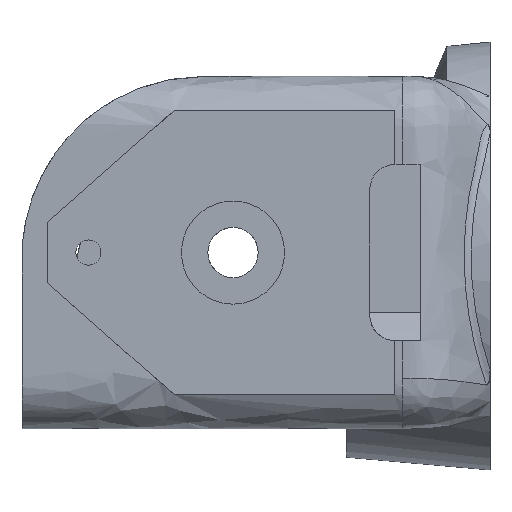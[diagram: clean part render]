
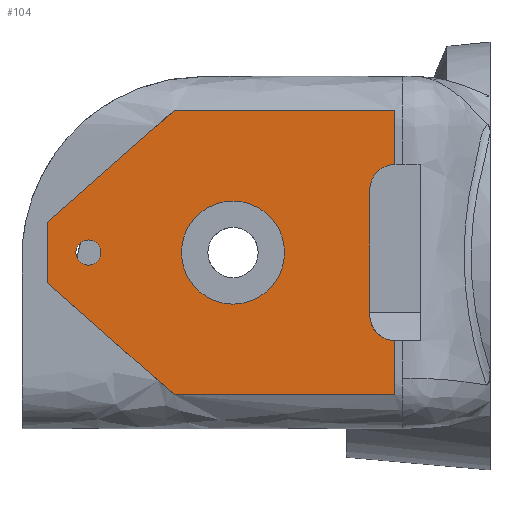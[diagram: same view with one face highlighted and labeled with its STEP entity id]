
A CAD part, left-side view. The second image highlights one B-rep face of the part: STEP entity #104.
In plain terms, the highlighted planar face has unit normal (-1, 0, 0).
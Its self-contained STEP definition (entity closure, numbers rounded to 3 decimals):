
#15 = ORIENTED_EDGE ( 'NONE', *, *, #2064, .T. ) ;
#43 = EDGE_CURVE ( 'NONE', #939, #3180, #1658, .T. ) ;
#104 = ADVANCED_FACE ( 'NONE', ( #740, #128, #2328 ), #2390, .F. ) ;
#128 = FACE_BOUND ( 'NONE', #3548, .T. ) ;
#161 = EDGE_CURVE ( 'NONE', #3130, #1298, #667, .T. ) ;
#176 = CARTESIAN_POINT ( 'NONE',  ( -5.75, 3.78, -3.358 ) ) ;
#230 = ORIENTED_EDGE ( 'NONE', *, *, #536, .T. ) ;
#246 = VECTOR ( 'NONE', #326, 1000. ) ;
#264 = VERTEX_POINT ( 'NONE', #3191 ) ;
#286 = VECTOR ( 'NONE', #3100, 1000. ) ;
#326 = DIRECTION ( 'NONE',  ( 0., -1., 0. ) ) ;
#334 = DIRECTION ( 'NONE',  ( 0., -0.751, -0.66 ) ) ;
#342 = LINE ( 'NONE', #3111, #2456 ) ;
#401 = ORIENTED_EDGE ( 'NONE', *, *, #2181, .T. ) ;
#422 = CIRCLE ( 'NONE', #2471, 1. ) ;
#430 = LINE ( 'NONE', #1673, #246 ) ;
#436 = EDGE_CURVE ( 'NONE', #264, #2474, #342, .T. ) ;
#439 = DIRECTION ( 'NONE',  ( 0., 0., 1. ) ) ;
#445 = ORIENTED_EDGE ( 'NONE', *, *, #436, .T. ) ;
#536 = EDGE_CURVE ( 'NONE', #970, #264, #430, .T. ) ;
#538 = CIRCLE ( 'NONE', #2110, 0.5 ) ;
#555 = ORIENTED_EDGE ( 'NONE', *, *, #43, .T. ) ;
#578 = CIRCLE ( 'NONE', #972, 1. ) ;
#609 = CARTESIAN_POINT ( 'NONE',  ( -5.75, 3.78, 5.792 ) ) ;
#667 = LINE ( 'NONE', #1151, #2802 ) ;
#709 = CARTESIAN_POINT ( 'NONE',  ( -5.75, 12.56, 5.792 ) ) ;
#739 = CARTESIAN_POINT ( 'NONE',  ( -5.75, 15.97, 0.642 ) ) ;
#740 = FACE_BOUND ( 'NONE', #1437, .T. ) ;
#747 = VECTOR ( 'NONE', #2655, 1000. ) ;
#748 = EDGE_CURVE ( 'NONE', #3387, #1285, #1270, .T. ) ;
#796 = CARTESIAN_POINT ( 'NONE',  ( -5.75, 4.78, 2.642 ) ) ;
#810 = EDGE_CURVE ( 'NONE', #3139, #2347, #538, .T. ) ;
#852 = ORIENTED_EDGE ( 'NONE', *, *, #3274, .T. ) ;
#863 = CIRCLE ( 'NONE', #3033, 0.5 ) ;
#865 = EDGE_CURVE ( 'NONE', #931, #3387, #2406, .T. ) ;
#918 = CARTESIAN_POINT ( 'NONE',  ( -5.75, 15.97, 0.142 ) ) ;
#931 = VERTEX_POINT ( 'NONE', #2567 ) ;
#939 = VERTEX_POINT ( 'NONE', #2530 ) ;
#953 = ORIENTED_EDGE ( 'NONE', *, *, #2296, .T. ) ;
#964 = CARTESIAN_POINT ( 'NONE',  ( -5.75, 17.61, 1.351 ) ) ;
#965 = DIRECTION ( 'NONE',  ( 0., 0., 1. ) ) ;
#970 = VERTEX_POINT ( 'NONE', #2479 ) ;
#972 = AXIS2_PLACEMENT_3D ( 'NONE', #1639, #1782, #3304 ) ;
#1062 = AXIS2_PLACEMENT_3D ( 'NONE', #2356, #2186, #2097 ) ;
#1075 = CARTESIAN_POINT ( 'NONE',  ( -5.75, 17.61, 1.351 ) ) ;
#1147 = VECTOR ( 'NONE', #334, 1000. ) ;
#1151 = CARTESIAN_POINT ( 'NONE',  ( -5.75, 4.78, 2.642 ) ) ;
#1172 = VERTEX_POINT ( 'NONE', #1283 ) ;
#1209 = DIRECTION ( 'NONE',  ( 0., 0., -1. ) ) ;
#1218 = ORIENTED_EDGE ( 'NONE', *, *, #161, .T. ) ;
#1232 = AXIS2_PLACEMENT_3D ( 'NONE', #1941, #1944, #1956 ) ;
#1270 = LINE ( 'NONE', #3116, #1840 ) ;
#1283 = CARTESIAN_POINT ( 'NONE',  ( -5.75, 17.61, -1.067 ) ) ;
#1285 = VERTEX_POINT ( 'NONE', #709 ) ;
#1298 = VERTEX_POINT ( 'NONE', #796 ) ;
#1300 = CARTESIAN_POINT ( 'NONE',  ( -5.75, 4.78, -2.358 ) ) ;
#1420 = ORIENTED_EDGE ( 'NONE', *, *, #865, .T. ) ;
#1437 = EDGE_LOOP ( 'NONE', ( #953, #1896 ) ) ;
#1598 = ORIENTED_EDGE ( 'NONE', *, *, #748, .T. ) ;
#1639 = CARTESIAN_POINT ( 'NONE',  ( -5.75, 3.78, -2.358 ) ) ;
#1643 = EDGE_CURVE ( 'NONE', #3180, #939, #1924, .T. ) ;
#1654 = CARTESIAN_POINT ( 'NONE',  ( -5.75, 10.22, -1.908 ) ) ;
#1658 = CIRCLE ( 'NONE', #3384, 2.05 ) ;
#1673 = CARTESIAN_POINT ( 'NONE',  ( -5.75, 3.78, -5.508 ) ) ;
#1782 = DIRECTION ( 'NONE',  ( 1., 0., 0. ) ) ;
#1791 = VECTOR ( 'NONE', #2829, 1000. ) ;
#1840 = VECTOR ( 'NONE', #3502, 1000. ) ;
#1889 = LINE ( 'NONE', #3372, #1147 ) ;
#1896 = ORIENTED_EDGE ( 'NONE', *, *, #810, .T. ) ;
#1924 = CIRCLE ( 'NONE', #1232, 2.05 ) ;
#1941 = CARTESIAN_POINT ( 'NONE',  ( -5.75, 10.22, 0.142 ) ) ;
#1944 = DIRECTION ( 'NONE',  ( 1., 0., 0. ) ) ;
#1956 = DIRECTION ( 'NONE',  ( 0., 0., -1. ) ) ;
#1958 = DIRECTION ( 'NONE',  ( 0., 0., -1. ) ) ;
#2009 = ORIENTED_EDGE ( 'NONE', *, *, #1643, .T. ) ;
#2064 = EDGE_CURVE ( 'NONE', #2474, #3130, #578, .T. ) ;
#2085 = DIRECTION ( 'NONE',  ( 1., 0., 0. ) ) ;
#2097 = DIRECTION ( 'NONE',  ( 0., 0., 1. ) ) ;
#2110 = AXIS2_PLACEMENT_3D ( 'NONE', #2188, #2196, #2781 ) ;
#2120 = EDGE_LOOP ( 'NONE', ( #1420, #1598, #3126, #3308, #852, #230, #445, #15, #1218, #401 ) ) ;
#2181 = EDGE_CURVE ( 'NONE', #1298, #931, #422, .T. ) ;
#2186 = DIRECTION ( 'NONE',  ( 1., 0., 0. ) ) ;
#2188 = CARTESIAN_POINT ( 'NONE',  ( -5.75, 15.97, 0.142 ) ) ;
#2196 = DIRECTION ( 'NONE',  ( 1., 0., 0. ) ) ;
#2203 = EDGE_CURVE ( 'NONE', #1285, #2818, #3266, .T. ) ;
#2244 = LINE ( 'NONE', #964, #747 ) ;
#2296 = EDGE_CURVE ( 'NONE', #2347, #3139, #863, .T. ) ;
#2328 = FACE_OUTER_BOUND ( 'NONE', #2120, .T. ) ;
#2345 = CARTESIAN_POINT ( 'NONE',  ( -5.75, 15.97, -0.358 ) ) ;
#2347 = VERTEX_POINT ( 'NONE', #2345 ) ;
#2356 = CARTESIAN_POINT ( 'NONE',  ( -5.75, 0., 0. ) ) ;
#2390 = PLANE ( 'NONE',  #1062 ) ;
#2406 = LINE ( 'NONE', #3095, #286 ) ;
#2456 = VECTOR ( 'NONE', #439, 1000. ) ;
#2469 = CARTESIAN_POINT ( 'NONE',  ( -5.75, 17.61, 1.351 ) ) ;
#2471 = AXIS2_PLACEMENT_3D ( 'NONE', #2481, #2666, #2740 ) ;
#2474 = VERTEX_POINT ( 'NONE', #176 ) ;
#2479 = CARTESIAN_POINT ( 'NONE',  ( -5.75, 12.56, -5.508 ) ) ;
#2481 = CARTESIAN_POINT ( 'NONE',  ( -5.75, 3.78, 2.642 ) ) ;
#2497 = CARTESIAN_POINT ( 'NONE',  ( -5.75, 10.22, 0.142 ) ) ;
#2530 = CARTESIAN_POINT ( 'NONE',  ( -5.75, 10.22, 2.192 ) ) ;
#2567 = CARTESIAN_POINT ( 'NONE',  ( -5.75, 3.78, 3.642 ) ) ;
#2655 = DIRECTION ( 'NONE',  ( 0., 0., -1. ) ) ;
#2666 = DIRECTION ( 'NONE',  ( 1., 0., 0. ) ) ;
#2740 = DIRECTION ( 'NONE',  ( 0., 0., 1. ) ) ;
#2781 = DIRECTION ( 'NONE',  ( 0., 0., -1. ) ) ;
#2802 = VECTOR ( 'NONE', #965, 1000. ) ;
#2818 = VERTEX_POINT ( 'NONE', #1075 ) ;
#2829 = DIRECTION ( 'NONE',  ( 0., 0.751, -0.66 ) ) ;
#2889 = DIRECTION ( 'NONE',  ( 1., 0., 0. ) ) ;
#3024 = EDGE_CURVE ( 'NONE', #2818, #1172, #2244, .T. ) ;
#3033 = AXIS2_PLACEMENT_3D ( 'NONE', #918, #2889, #1209 ) ;
#3095 = CARTESIAN_POINT ( 'NONE',  ( -5.75, 3.78, 5.792 ) ) ;
#3100 = DIRECTION ( 'NONE',  ( 0., 0., 1. ) ) ;
#3111 = CARTESIAN_POINT ( 'NONE',  ( -5.75, 3.78, -3.358 ) ) ;
#3116 = CARTESIAN_POINT ( 'NONE',  ( -5.75, 3.78, 5.792 ) ) ;
#3126 = ORIENTED_EDGE ( 'NONE', *, *, #2203, .T. ) ;
#3130 = VERTEX_POINT ( 'NONE', #1300 ) ;
#3139 = VERTEX_POINT ( 'NONE', #739 ) ;
#3180 = VERTEX_POINT ( 'NONE', #1654 ) ;
#3191 = CARTESIAN_POINT ( 'NONE',  ( -5.75, 3.78, -5.508 ) ) ;
#3266 = LINE ( 'NONE', #2469, #1791 ) ;
#3274 = EDGE_CURVE ( 'NONE', #1172, #970, #1889, .T. ) ;
#3304 = DIRECTION ( 'NONE',  ( 0., 0., 1. ) ) ;
#3308 = ORIENTED_EDGE ( 'NONE', *, *, #3024, .T. ) ;
#3372 = CARTESIAN_POINT ( 'NONE',  ( -5.75, 17.61, -1.067 ) ) ;
#3384 = AXIS2_PLACEMENT_3D ( 'NONE', #2497, #2085, #1958 ) ;
#3387 = VERTEX_POINT ( 'NONE', #609 ) ;
#3502 = DIRECTION ( 'NONE',  ( 0., 1., 0. ) ) ;
#3548 = EDGE_LOOP ( 'NONE', ( #2009, #555 ) ) ;
